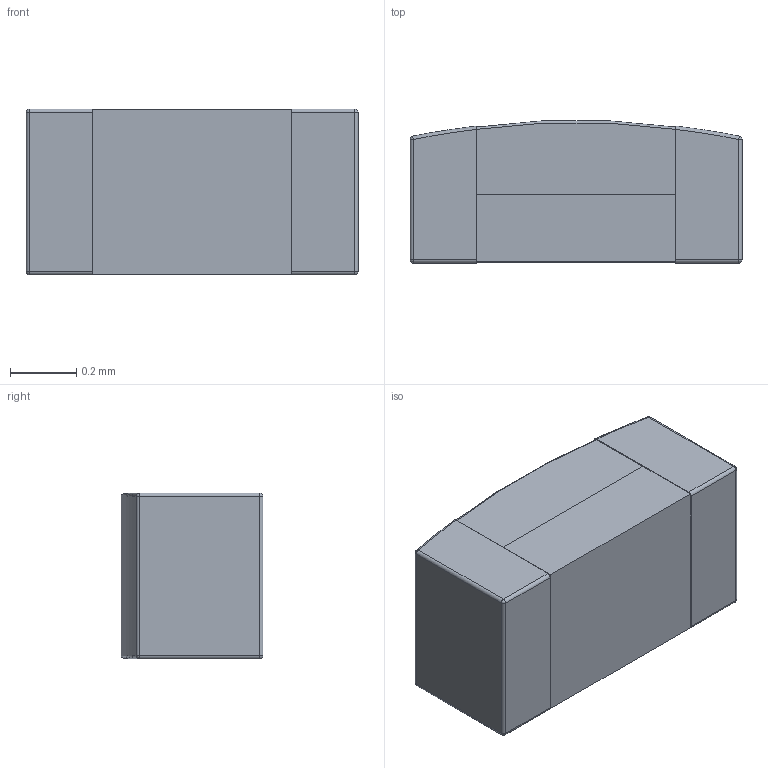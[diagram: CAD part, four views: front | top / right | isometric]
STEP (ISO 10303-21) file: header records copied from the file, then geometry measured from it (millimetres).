
FILE_DESCRIPTION (( 'STEP AP214' ), '1' );
FILE_NAME ('PESD0402-140.STEP', '2023-11-27T11:01:30', ( 'LENOVO' ), ( '' ), 'SwSTEP 2.0', 'SolidWorks 2021', '' );
FILE_SCHEMA (( 'AUTOMOTIVE_DESIGN' ));
Length unit declared in the file: millimetre
Products named in the file (1): PESD0402-140
Bounding box: 1 x 0.43 x 0.5 mm (x, y, z)
Volume: 0.2 mm3; surface area: 3.6 mm2
Topology: 4 solids, 4 shells, 50 faces, 110 edges, 60 vertices
Faces by surface type: plane 21, cylinder 15, sphere 8, torus 6
Entity records: 1459 total; most frequent: CARTESIAN_POINT 333, DIRECTION 236, ORIENTED_EDGE 204, EDGE_CURVE 102, AXIS2_PLACEMENT_3D 91, VERTEX_POINT 60, LINE 54, VECTOR 54
